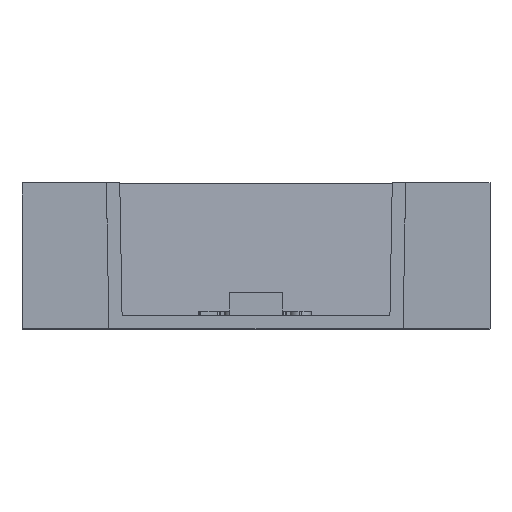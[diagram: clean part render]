
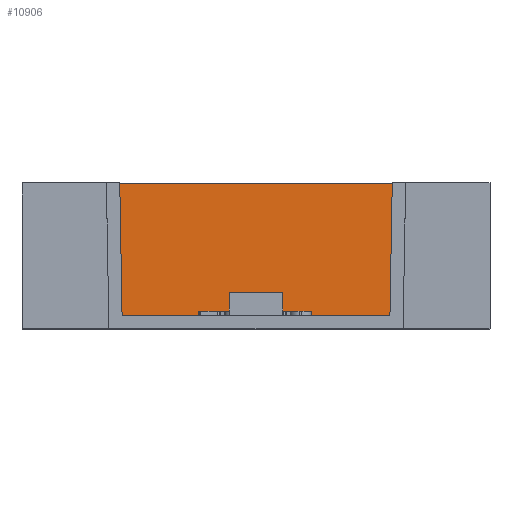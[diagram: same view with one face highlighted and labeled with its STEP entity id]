
A CAD part, top view. The second image highlights one B-rep face of the part: STEP entity #10906.
In plain terms, the highlighted planar face has unit normal (0, 0.018, 1).
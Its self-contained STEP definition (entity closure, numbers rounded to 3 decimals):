
#225 = VECTOR ( 'NONE', #4916, 1000. ) ;
#331 = DIRECTION ( 'NONE',  ( 0., -0.017, -1. ) ) ;
#368 = ORIENTED_EDGE ( 'NONE', *, *, #5655, .T. ) ;
#1783 = DIRECTION ( 'NONE',  ( -1., 0., 0. ) ) ;
#2303 = VERTEX_POINT ( 'NONE', #7094 ) ;
#2371 = DIRECTION ( 'NONE',  ( -1., 0., 0. ) ) ;
#2519 = AXIS2_PLACEMENT_3D ( 'NONE', #10406, #331, #6072 ) ;
#2590 = VECTOR ( 'NONE', #2371, 1000. ) ;
#3057 = CARTESIAN_POINT ( 'NONE',  ( 17.5, 0.017, -13.25 ) ) ;
#3128 = VECTOR ( 'NONE', #7319, 1000. ) ;
#3601 = LINE ( 'NONE', #7613, #8362 ) ;
#4062 = CARTESIAN_POINT ( 'NONE',  ( -17.5, 10.914, -13.44 ) ) ;
#4139 = ORIENTED_EDGE ( 'NONE', *, *, #5606, .F. ) ;
#4372 = PLANE ( 'NONE',  #2519 ) ;
#4476 = CARTESIAN_POINT ( 'NONE',  ( -17.5, 1., -13.267 ) ) ;
#4532 = ORIENTED_EDGE ( 'NONE', *, *, #5667, .T. ) ;
#4882 = CARTESIAN_POINT ( 'NONE',  ( -17.5, 10.9, -13.44 ) ) ;
#4916 = DIRECTION ( 'NONE',  ( 0., -1., 0.017 ) ) ;
#5077 = LINE ( 'NONE', #4882, #2590 ) ;
#5435 = FACE_OUTER_BOUND ( 'NONE', #8364, .T. ) ;
#5606 = EDGE_CURVE ( 'NONE', #2303, #9027, #7584, .T. ) ;
#5655 = EDGE_CURVE ( 'NONE', #2303, #6290, #5077, .T. ) ;
#5667 = EDGE_CURVE ( 'NONE', #6290, #10312, #6780, .T. ) ;
#6072 = DIRECTION ( 'NONE',  ( 0., 1., -0.017 ) ) ;
#6290 = VERTEX_POINT ( 'NONE', #8927 ) ;
#6780 = LINE ( 'NONE', #4062, #225 ) ;
#6781 = ORIENTED_EDGE ( 'NONE', *, *, #10198, .F. ) ;
#7094 = CARTESIAN_POINT ( 'NONE',  ( 17.5, 10.9, -13.44 ) ) ;
#7319 = DIRECTION ( 'NONE',  ( 0., -1., 0.017 ) ) ;
#7584 = LINE ( 'NONE', #3057, #3128 ) ;
#7613 = CARTESIAN_POINT ( 'NONE',  ( -17.5, 1., -13.267 ) ) ;
#8165 = CARTESIAN_POINT ( 'NONE',  ( 17.5, 1., -13.267 ) ) ;
#8362 = VECTOR ( 'NONE', #1783, 1000. ) ;
#8364 = EDGE_LOOP ( 'NONE', ( #4532, #6781, #4139, #368 ) ) ;
#8927 = CARTESIAN_POINT ( 'NONE',  ( -17.5, 10.9, -13.44 ) ) ;
#9027 = VERTEX_POINT ( 'NONE', #8165 ) ;
#10198 = EDGE_CURVE ( 'NONE', #9027, #10312, #3601, .T. ) ;
#10312 = VERTEX_POINT ( 'NONE', #4476 ) ;
#10406 = CARTESIAN_POINT ( 'NONE',  ( -17.5, 0.017, -13.25 ) ) ;
#10906 = ADVANCED_FACE ( 'NONE', ( #5435 ), #4372, .F. ) ;
